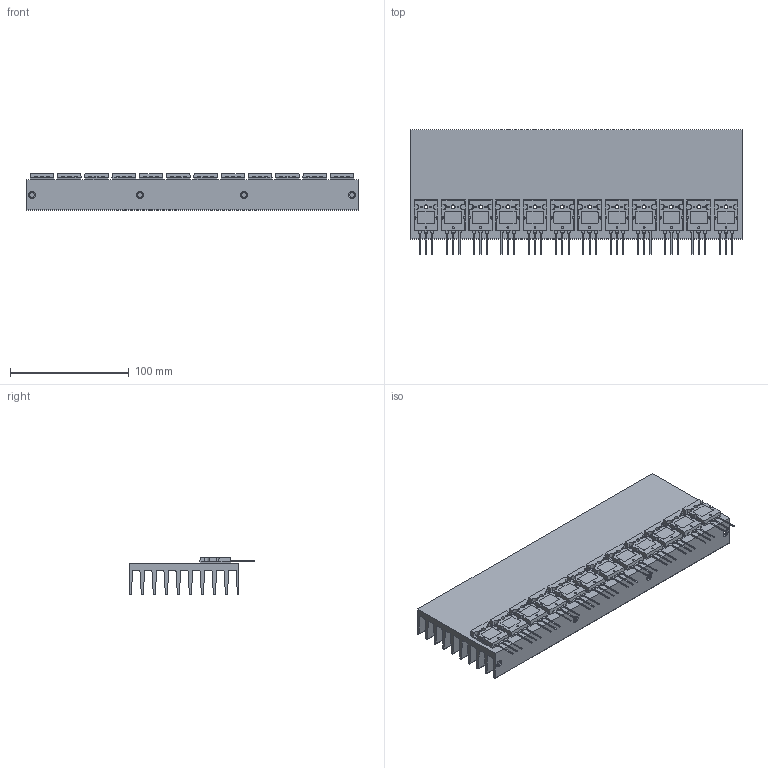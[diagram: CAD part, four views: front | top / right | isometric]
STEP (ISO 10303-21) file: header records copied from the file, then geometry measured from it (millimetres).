
FILE_DESCRIPTION (( 'STEP AP214' ), '1' );
FILE_NAME ('Ðàäèàòîð 26õ92õ280 ñ ÒÎ-264õ12.STEP', '2024-07-15T13:49:30', ( '' ), ( '' ), 'SwSTEP 2.0', 'SolidWorks 2021', '' );
FILE_SCHEMA (( 'AUTOMOTIVE_DESIGN' ));
Length unit declared in the file: millimetre
Products named in the file (3): Ðàäèàòîð 26õ92õ345; Ðàäèàòîð 26õ92õ280 ñ ÒÎ-264õ12; TO-264.step
Assembly tree (13 placements, depth 2):
  Ðàäèàòîð 26õ92õ280 ñ ÒÎ-264õ12
    Ðàäèàòîð 26õ92õ345
    TO-264.step  x12
Bounding box: 280 x 105.01 x 31 mm (x, y, z)
Volume: 330871.9 mm3; surface area: 182858.8 mm2
Topology: 13 solids, 13 shells, 1440 faces, 3598 edges, 2280 vertices
Faces by surface type: plane 942, cylinder 370, cone 128
Entity records: 8862 total; most frequent: CARTESIAN_POINT 1585, DIRECTION 1405, ORIENTED_EDGE 1388, EDGE_CURVE 694, AXIS2_PLACEMENT_3D 487, VERTEX_POINT 443, VECTOR 431, LINE 431
